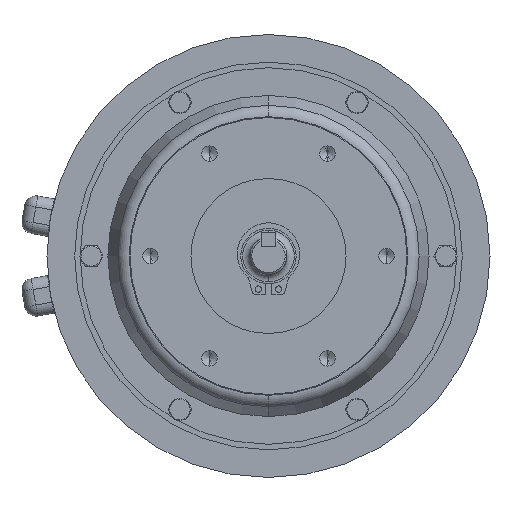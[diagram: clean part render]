
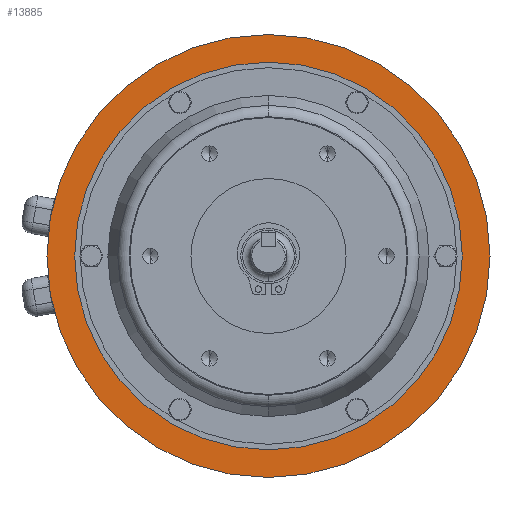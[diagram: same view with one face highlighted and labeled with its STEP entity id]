
A CAD part, left-side view. The second image highlights one B-rep face of the part: STEP entity #13885.
In plain terms, the highlighted planar face has unit normal (-1, 0, 0).
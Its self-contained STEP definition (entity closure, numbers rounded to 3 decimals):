
#395 = AXIS2_PLACEMENT_3D ( 'NONE', #11629, #6010, #684 ) ;
#684 = DIRECTION ( 'NONE',  ( 0., 0., 1. ) ) ;
#1146 = ORIENTED_EDGE ( 'NONE', *, *, #2992, .T. ) ;
#1193 = AXIS2_PLACEMENT_3D ( 'NONE', #9909, #10215, #1524 ) ;
#1260 = CARTESIAN_POINT ( 'NONE',  ( 28.5, 0., 52.5 ) ) ;
#1524 = DIRECTION ( 'NONE',  ( 0., 0., 1. ) ) ;
#1930 = DIRECTION ( 'NONE',  ( -1., 0., 0. ) ) ;
#2209 = VERTEX_POINT ( 'NONE', #8728 ) ;
#2219 = PLANE ( 'NONE',  #1193 ) ;
#2893 = ORIENTED_EDGE ( 'NONE', *, *, #5678, .F. ) ;
#2992 = EDGE_CURVE ( 'NONE', #3347, #9016, #11415, .T. ) ;
#3039 = DIRECTION ( 'NONE',  ( -1., 0., 0. ) ) ;
#3347 = VERTEX_POINT ( 'NONE', #4069 ) ;
#3458 = EDGE_CURVE ( 'NONE', #13374, #2209, #7808, .T. ) ;
#4013 = ORIENTED_EDGE ( 'NONE', *, *, #3458, .F. ) ;
#4069 = CARTESIAN_POINT ( 'NONE',  ( 28.5, 0., 60. ) ) ;
#4126 = CARTESIAN_POINT ( 'NONE',  ( 28.5, 0., 0. ) ) ;
#4697 = AXIS2_PLACEMENT_3D ( 'NONE', #14003, #1930, #8545 ) ;
#4973 = ORIENTED_EDGE ( 'NONE', *, *, #7365, .T. ) ;
#5011 = CIRCLE ( 'NONE', #12491, 52.5 ) ;
#5445 = AXIS2_PLACEMENT_3D ( 'NONE', #9837, #3039, #10720 ) ;
#5678 = EDGE_CURVE ( 'NONE', #2209, #13374, #5011, .T. ) ;
#6010 = DIRECTION ( 'NONE',  ( -1., 0., 0. ) ) ;
#7077 = FACE_OUTER_BOUND ( 'NONE', #7540, .T. ) ;
#7365 = EDGE_CURVE ( 'NONE', #9016, #3347, #7412, .T. ) ;
#7412 = CIRCLE ( 'NONE', #5445, 60. ) ;
#7540 = EDGE_LOOP ( 'NONE', ( #1146, #4973 ) ) ;
#7808 = CIRCLE ( 'NONE', #4697, 52.5 ) ;
#8545 = DIRECTION ( 'NONE',  ( 0., 0., 1. ) ) ;
#8594 = DIRECTION ( 'NONE',  ( -1., 0., 0. ) ) ;
#8728 = CARTESIAN_POINT ( 'NONE',  ( 28.5, 0., -52.5 ) ) ;
#8869 = CARTESIAN_POINT ( 'NONE',  ( 28.5, 0., -60. ) ) ;
#9016 = VERTEX_POINT ( 'NONE', #8869 ) ;
#9837 = CARTESIAN_POINT ( 'NONE',  ( 28.5, 0., 0. ) ) ;
#9909 = CARTESIAN_POINT ( 'NONE',  ( 28.5, 0., 0. ) ) ;
#10215 = DIRECTION ( 'NONE',  ( -1., 0., 0. ) ) ;
#10720 = DIRECTION ( 'NONE',  ( 0., 0., 1. ) ) ;
#11415 = CIRCLE ( 'NONE', #395, 60. ) ;
#11629 = CARTESIAN_POINT ( 'NONE',  ( 28.5, 0., 0. ) ) ;
#11888 = FACE_BOUND ( 'NONE', #13752, .T. ) ;
#12491 = AXIS2_PLACEMENT_3D ( 'NONE', #4126, #8594, #14002 ) ;
#13374 = VERTEX_POINT ( 'NONE', #1260 ) ;
#13752 = EDGE_LOOP ( 'NONE', ( #4013, #2893 ) ) ;
#13885 = ADVANCED_FACE ( 'NONE', ( #7077, #11888 ), #2219, .T. ) ;
#14002 = DIRECTION ( 'NONE',  ( 0., 0., 1. ) ) ;
#14003 = CARTESIAN_POINT ( 'NONE',  ( 28.5, 0., 0. ) ) ;
